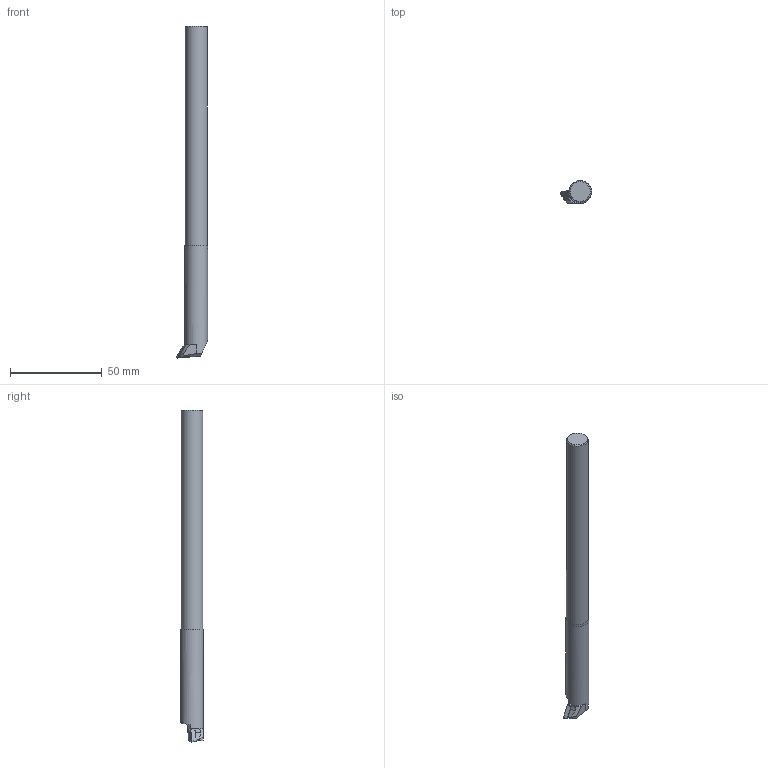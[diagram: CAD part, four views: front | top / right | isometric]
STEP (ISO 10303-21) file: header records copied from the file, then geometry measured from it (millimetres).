
FILE_DESCRIPTION(/* description */ (''),/* implementation_level */ '2;1');
FILE_NAME(/* name */ '1545389115690.stp',/* time_stamp */ '2018-12-21T11:45:28+01:00',/* author */ (''),/* organization */ ('SMS'),/* preprocessor_version */ 'ST-DEVELOPER v15',/* originating_system */ 'SIEMENS PLM Software NX 8.5',/* authorisation */ '');
FILE_SCHEMA (('AUTOMOTIVE_DESIGN { 1 0 10303 214 3 1 1 1 }'));
Length unit declared in the file: millimetre
Products named in the file (4): ASSEMBLY_CONSTRUCTION; IsoTurningInsert; 202041490mod000_00; 202041602mod000_00
Assembly tree (3 placements, depth 2):
  202041602mod000_00
    202041490mod000_00
    IsoTurningInsert
    ASSEMBLY_CONSTRUCTION
Bounding box: 17.1 x 12.45 x 181.25 mm (x, y, z)
Volume: 17788.5 mm3; surface area: 8834.3 mm2
Topology: 2 solids, 3 shells, 46 faces, 111 edges, 80 vertices
Faces by surface type: plane 27, cone 9, cylinder 8, torus 2
Full cylindrical faces by diameter (mm): 2.8 x1, 9.55 x1, 10.4 x1, 12 x1, 12.45 x1
Entity records: 1494 total; most frequent: CARTESIAN_POINT 290, DIRECTION 246, ORIENTED_EDGE 186, AXIS2_PLACEMENT_3D 100, EDGE_CURVE 93, VERTEX_POINT 67, EDGE_LOOP 62, ADVANCED_FACE 46
